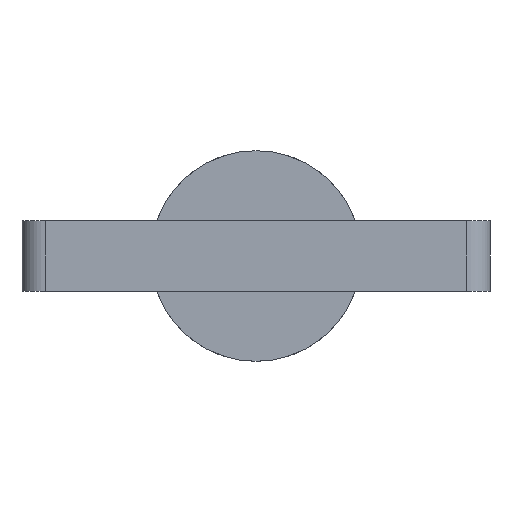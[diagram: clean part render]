
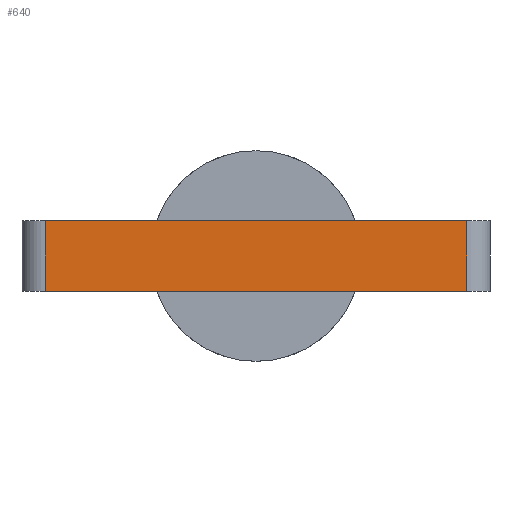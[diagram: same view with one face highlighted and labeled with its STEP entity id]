
A CAD part, front view. The second image highlights one B-rep face of the part: STEP entity #640.
In plain terms, the highlighted planar face has unit normal (0, -1, 0).
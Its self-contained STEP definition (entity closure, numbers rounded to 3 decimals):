
#10 = LINE ( 'NONE', #655, #210 ) ;
#178 = CARTESIAN_POINT ( 'NONE',  ( 18., -15., 3. ) ) ;
#210 = VECTOR ( 'NONE', #543, 1000. ) ;
#212 = CARTESIAN_POINT ( 'NONE',  ( 18., -15., -3. ) ) ;
#219 = DIRECTION ( 'NONE',  ( -1., 0., 0. ) ) ;
#281 = ORIENTED_EDGE ( 'NONE', *, *, #828, .F. ) ;
#336 = EDGE_CURVE ( 'NONE', #683, #1108, #1029, .T. ) ;
#381 = DIRECTION ( 'NONE',  ( 0., 0., 1. ) ) ;
#384 = CARTESIAN_POINT ( 'NONE',  ( -18., -15., 3. ) ) ;
#438 = VECTOR ( 'NONE', #1047, 1000. ) ;
#489 = VERTEX_POINT ( 'NONE', #1230 ) ;
#498 = CARTESIAN_POINT ( 'NONE',  ( 18., -15., 3. ) ) ;
#543 = DIRECTION ( 'NONE',  ( 0., 0., 1. ) ) ;
#572 = FACE_OUTER_BOUND ( 'NONE', #737, .T. ) ;
#630 = VECTOR ( 'NONE', #219, 1000. ) ;
#640 = ADVANCED_FACE ( 'NONE', ( #572 ), #1038, .F. ) ;
#655 = CARTESIAN_POINT ( 'NONE',  ( -18., -15., 3. ) ) ;
#683 = VERTEX_POINT ( 'NONE', #384 ) ;
#737 = EDGE_LOOP ( 'NONE', ( #281, #1255, #1314, #821 ) ) ;
#767 = VECTOR ( 'NONE', #1081, 1000. ) ;
#821 = ORIENTED_EDGE ( 'NONE', *, *, #1353, .F. ) ;
#828 = EDGE_CURVE ( 'NONE', #1108, #1347, #1063, .T. ) ;
#833 = EDGE_CURVE ( 'NONE', #489, #683, #10, .T. ) ;
#844 = CARTESIAN_POINT ( 'NONE',  ( 18., -15., 3. ) ) ;
#865 = AXIS2_PLACEMENT_3D ( 'NONE', #178, #1260, #381 ) ;
#914 = CARTESIAN_POINT ( 'NONE',  ( 18., -15., 3. ) ) ;
#1029 = LINE ( 'NONE', #498, #438 ) ;
#1038 = PLANE ( 'NONE',  #865 ) ;
#1044 = LINE ( 'NONE', #212, #630 ) ;
#1047 = DIRECTION ( 'NONE',  ( 1., 0., 0. ) ) ;
#1063 = LINE ( 'NONE', #844, #767 ) ;
#1078 = CARTESIAN_POINT ( 'NONE',  ( 18., -15., -3. ) ) ;
#1081 = DIRECTION ( 'NONE',  ( 0., 0., -1. ) ) ;
#1108 = VERTEX_POINT ( 'NONE', #914 ) ;
#1230 = CARTESIAN_POINT ( 'NONE',  ( -18., -15., -3. ) ) ;
#1255 = ORIENTED_EDGE ( 'NONE', *, *, #336, .F. ) ;
#1260 = DIRECTION ( 'NONE',  ( 0., 1., 0. ) ) ;
#1314 = ORIENTED_EDGE ( 'NONE', *, *, #833, .F. ) ;
#1347 = VERTEX_POINT ( 'NONE', #1078 ) ;
#1353 = EDGE_CURVE ( 'NONE', #1347, #489, #1044, .T. ) ;
